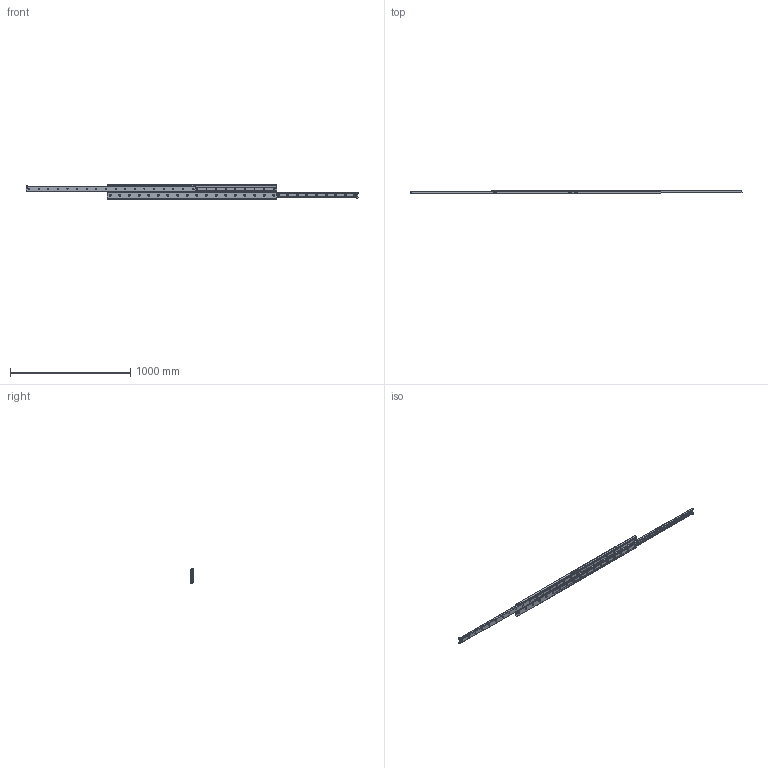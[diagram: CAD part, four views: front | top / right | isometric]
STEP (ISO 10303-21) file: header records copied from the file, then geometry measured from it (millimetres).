
FILE_DESCRIPTION((''),'2;1');
FILE_NAME('LCAS 43.D-1410.stp','2016-01-18T08:59:01',('MRathmann'),(''),'Autodesk Inventor 2012','Autodesk Inventor 2012','');
FILE_SCHEMA(('CONFIG_CONTROL_DESIGN'));
Length unit declared in the file: millimetre
Products named in the file (11): LCAS 43.D-1410.iam (Detailgenauigkeit1); ZP 43-1410.S; LCN 43-1410; LLMG 43-1410; KF.LCA 43-0730.GZ; + AP.L 43; # SP.L 43-6; + AG.L 43-6; + SP.L 43; + AS.L 43; + VKB.L 43 6x13,5
Assembly tree (24 placements, depth 3):
  LCAS 43.D-1410.iam (Detailgenauigkeit1)
    ZP 43-1410.S
    LCN 43-1410  x2
    LLMG 43-1410  x2
    KF.LCA 43-0730.GZ  x2
    + AP.L 43  x4
    # SP.L 43-6  x2
      + AG.L 43-6
      + SP.L 43
    + AS.L 43  x4
    + VKB.L 43 6x13,5  x4
Bounding box: 2760 x 28 x 117 mm (x, y, z)
Volume: 2816717.2 mm3; surface area: 1344081.5 mm2
Topology: 25 solids, 25 shells, 720 faces, 1858 edges, 1188 vertices
Faces by surface type: plane 322, cylinder 276, cone 122
Full cylindrical faces by diameter (mm): 1 x6, 3.242 x4, 4.2 x4, 4.5 x6, 4.9 x4, 5 x20, 5.5 x2, 5.8 x4, 6 x12, 6.647 x36, 7 x4, 8.5 x36, 10.4 x36
Entity records: 11782 total; most frequent: CARTESIAN_POINT 2088, DIRECTION 2020, ORIENTED_EDGE 1594, AXIS2_PLACEMENT_3D 817, EDGE_CURVE 797, EDGE_LOOP 780, VERTEX_POINT 615, CIRCLE 398
